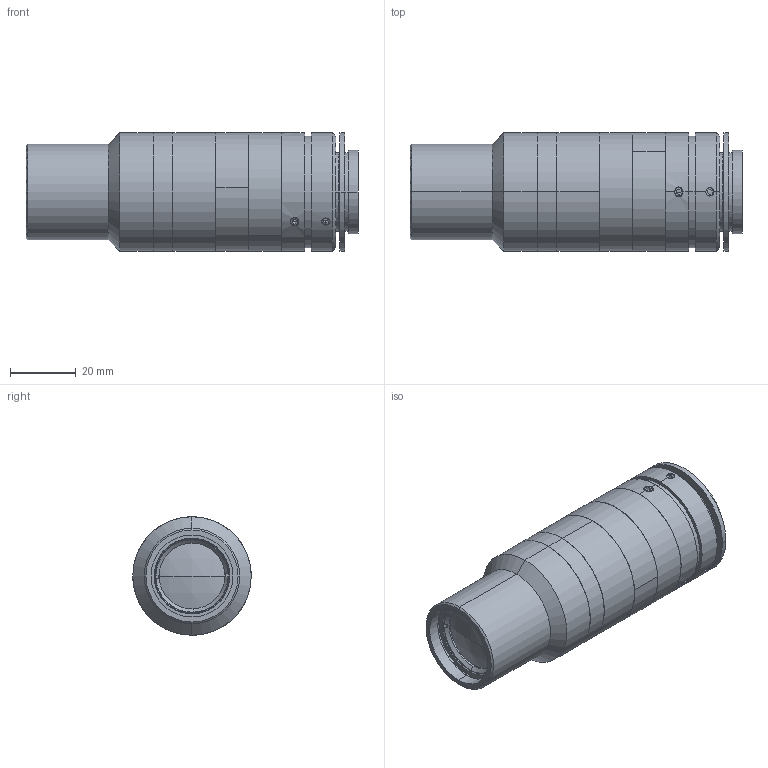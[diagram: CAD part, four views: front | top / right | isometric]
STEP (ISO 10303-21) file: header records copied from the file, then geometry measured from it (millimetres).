
FILE_DESCRIPTION (( 'STEP AP203' ), '1' );
FILE_NAME ('XF-MH03X225-1.1C.STEP', '2024-08-08T09:27:04', ( '' ), ( '' ), 'SwSTEP 2.0', 'SolidWorks 2022', '' );
FILE_SCHEMA (( 'CONFIG_CONTROL_DESIGN' ));
Length unit declared in the file: millimetre
Products named in the file (1): XF-MH03X225-1.1C
Bounding box: 100.94 x 36 x 36 mm (x, y, z)
Surface area: 16377.6 mm2 (no closed solid volume)
Topology: 0 solids, 19 shells, 142 faces, 400 edges, 264 vertices
Faces by surface type: plane 70, cylinder 44, cone 26, sphere 2
Entity records: 4895 total; most frequent: CARTESIAN_POINT 1153, DIRECTION 819, ORIENTED_EDGE 639, EDGE_CURVE 392, AXIS2_PLACEMENT_3D 306, VERTEX_POINT 264, LINE 207, VECTOR 207
